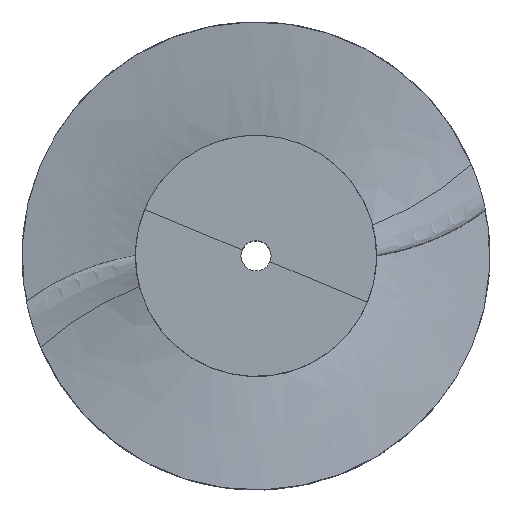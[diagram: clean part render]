
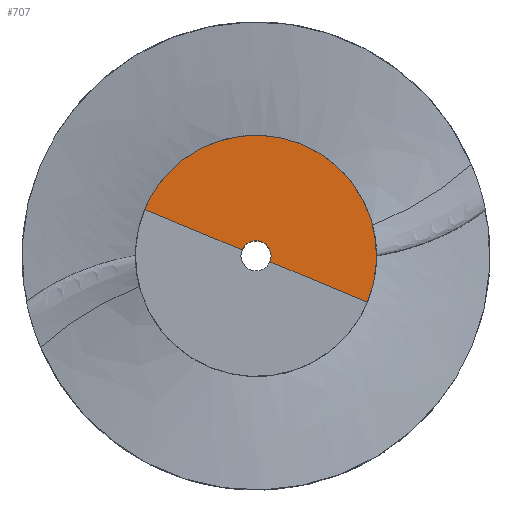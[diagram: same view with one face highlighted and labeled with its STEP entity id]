
A CAD part, top view. The second image highlights one B-rep face of the part: STEP entity #707.
In plain terms, the highlighted free-form (B-spline) face has degree [1, 3] with [2, 4] control points.
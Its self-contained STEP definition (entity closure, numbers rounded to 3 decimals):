
#419 = CARTESIAN_POINT ( 'NONE',  ( 7.382, -3.083, 0. ) ) ;
#464 = EDGE_CURVE ( 'NONE', #723, #1864, #9050, .T. ) ;
#515 = CARTESIAN_POINT ( 'NONE',  ( 1.693, 1.46, 0. ) ) ;
#707 = ADVANCED_FACE ( 'NONE', ( #5505 ), #9284, .F. ) ;
#723 = VERTEX_POINT ( 'NONE', #6394 ) ;
#768 = CARTESIAN_POINT ( 'NONE',  ( 0.923, -0.385, 0. ) ) ;
#901 = ORIENTED_EDGE ( 'NONE', *, *, #5440, .T. ) ;
#1268 = CARTESIAN_POINT ( 'NONE',  ( 0.923, -0.385, 0. ) ) ;
#1342 = CIRCLE ( 'NONE', #6645, 8. ) ;
#1668 = CARTESIAN_POINT ( 'NONE',  ( -7.382, 3.083, 0. ) ) ;
#1798 = AXIS2_PLACEMENT_3D ( 'NONE', #6352, #7603, #5599 ) ;
#1864 = VERTEX_POINT ( 'NONE', #1668 ) ;
#1952 = VERTEX_POINT ( 'NONE', #3704 ) ;
#2196 = DIRECTION ( 'NONE',  ( 0., 0., 1. ) ) ;
#2333 = ORIENTED_EDGE ( 'NONE', *, *, #464, .F. ) ;
#2533 = VERTEX_POINT ( 'NONE', #4354 ) ;
#3132 = EDGE_CURVE ( 'NONE', #6467, #723, #6340, .T. ) ;
#3315 = CARTESIAN_POINT ( 'NONE',  ( 0.923, -0.385, 0. ) ) ;
#3410 = CARTESIAN_POINT ( 'NONE',  ( 13.548, 11.681, 0. ) ) ;
#3522 = CARTESIAN_POINT ( 'NONE',  ( 0., 0., 0. ) ) ;
#3704 = CARTESIAN_POINT ( 'NONE',  ( 7.382, -3.083, 0. ) ) ;
#4069 = EDGE_CURVE ( 'NONE', #1952, #2533, #4222, .T. ) ;
#4116 = CARTESIAN_POINT ( 'NONE',  ( -0.923, 0.385, 0. ) ) ;
#4213 = CARTESIAN_POINT ( 'NONE',  ( -7.382, 3.083, 0. ) ) ;
#4222 = CIRCLE ( 'NONE', #1798, 8. ) ;
#4354 = CARTESIAN_POINT ( 'NONE',  ( -5.88, 5.424, 0. ) ) ;
#4466 = ORIENTED_EDGE ( 'NONE', *, *, #4069, .T. ) ;
#4837 = CARTESIAN_POINT ( 'NONE',  ( -0.152, 2.231, 0. ) ) ;
#5001 = ORIENTED_EDGE ( 'NONE', *, *, #3132, .F. ) ;
#5130 = AXIS2_PLACEMENT_3D ( 'NONE', #3522, #8599, #8553 ) ;
#5440 = EDGE_CURVE ( 'NONE', #6467, #1952, #7452, .T. ) ;
#5505 = FACE_OUTER_BOUND ( 'NONE', #9228, .T. ) ;
#5599 = DIRECTION ( 'NONE',  ( -0.923, 0.385, 0. ) ) ;
#6211 = CARTESIAN_POINT ( 'NONE',  ( 7.382, -3.083, 0. ) ) ;
#6340 = CIRCLE ( 'NONE', #5130, 1. ) ;
#6348 = CARTESIAN_POINT ( 'NONE',  ( -1.216, 17.847, 0. ) ) ;
#6352 = CARTESIAN_POINT ( 'NONE',  ( 0., 0., 0. ) ) ;
#6394 = CARTESIAN_POINT ( 'NONE',  ( -0.923, 0.385, 0. ) ) ;
#6450 = EDGE_CURVE ( 'NONE', #2533, #1864, #1342, .T. ) ;
#6467 = VERTEX_POINT ( 'NONE', #768 ) ;
#6645 = AXIS2_PLACEMENT_3D ( 'NONE', #8694, #2196, #7274 ) ;
#7021 = CARTESIAN_POINT ( 'NONE',  ( -0.923, 0.385, 0. ) ) ;
#7139 = ORIENTED_EDGE ( 'NONE', *, *, #6450, .T. ) ;
#7274 = DIRECTION ( 'NONE',  ( 0.923, -0.385, 0. ) ) ;
#7452 = B_SPLINE_CURVE_WITH_KNOTS ( 'NONE', 1,
 ( #3315, #6211 ),
 .UNSPECIFIED., .F., .F.,
 ( 2, 2 ),
 ( 0., 1. ),
 .UNSPECIFIED. ) ;
#7603 = DIRECTION ( 'NONE',  ( 0., 0., 1. ) ) ;
#7730 = CARTESIAN_POINT ( 'NONE',  ( -7.382, 3.083, 0. ) ) ;
#8553 = DIRECTION ( 'NONE',  ( -0.923, 0.385, 0. ) ) ;
#8599 = DIRECTION ( 'NONE',  ( 0., 0., 1. ) ) ;
#8694 = CARTESIAN_POINT ( 'NONE',  ( 0., 0., 0. ) ) ;
#9050 = B_SPLINE_CURVE_WITH_KNOTS ( 'NONE', 1,
 ( #4116, #4213 ),
 .UNSPECIFIED., .F., .F.,
 ( 2, 2 ),
 ( 0., 1. ),
 .UNSPECIFIED. ) ;
#9228 = EDGE_LOOP ( 'NONE', ( #901, #4466, #7139, #2333, #5001 ) ) ;
#9284 =( BOUNDED_SURFACE ( )  B_SPLINE_SURFACE ( 1, 3, ( 
 ( #7021, #4837, #515, #1268 ),
 ( #7730, #6348, #3410, #419 ) ),
 .UNSPECIFIED., .F., .F., .T. ) 
 B_SPLINE_SURFACE_WITH_KNOTS ( ( 2, 2 ),
 ( 4, 4 ),
 ( 0., 1. ),
 ( 0., 1. ),
 .UNSPECIFIED. ) 
 GEOMETRIC_REPRESENTATION_ITEM ( )  RATIONAL_B_SPLINE_SURFACE ( (
 ( 1., 0.333, 0.333, 1.),
 ( 1., 0.333, 0.333, 1.) ) ) 
 REPRESENTATION_ITEM ( '' )  SURFACE ( )  );
